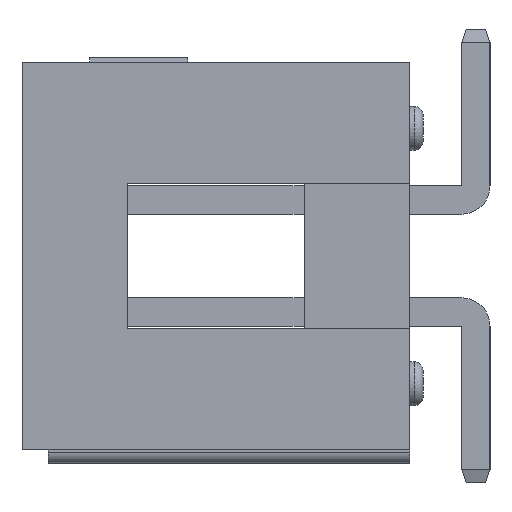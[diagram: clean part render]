
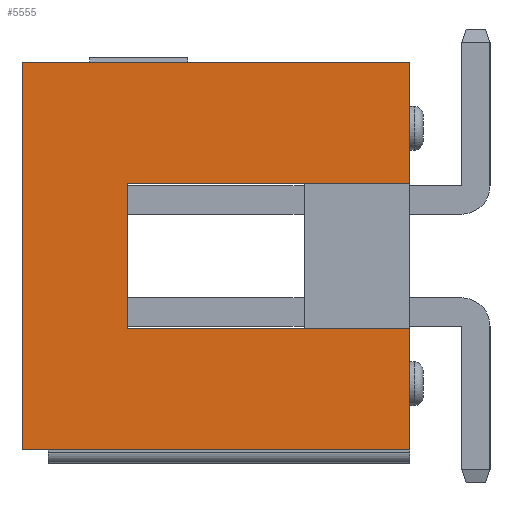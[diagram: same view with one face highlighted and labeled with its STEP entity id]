
A CAD part, left-side view. The second image highlights one B-rep face of the part: STEP entity #5555.
In plain terms, the highlighted planar face has unit normal (-1, 0, 0).
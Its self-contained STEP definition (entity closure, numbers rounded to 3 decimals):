
#351 = EDGE_CURVE ( 'NONE', #5140, #5150, #4337, .T. ) ;
#361 = EDGE_CURVE ( 'NONE', #5119, #6955, #4345, .T. ) ;
#380 = EDGE_CURVE ( 'NONE', #1552, #5195, #4377, .T. ) ;
#390 = EDGE_CURVE ( 'NONE', #6955, #1552, #4395, .T. ) ;
#558 = CARTESIAN_POINT ( 'NONE',  ( 37.069, 52.73, -6.05 ) ) ;
#574 = CARTESIAN_POINT ( 'NONE',  ( 37.069, 55.13, -8.8 ) ) ;
#598 = CARTESIAN_POINT ( 'NONE',  ( 37.069, 46.33, -8.8 ) ) ;
#1552 = VERTEX_POINT ( 'NONE', #558 ) ;
#1568 = VERTEX_POINT ( 'NONE', #574 ) ;
#1592 = VERTEX_POINT ( 'NONE', #598 ) ;
#2372 = LINE ( 'NONE', #3794, #2375 ) ;
#2375 = VECTOR ( 'NONE', #6824, 1000. ) ;
#2403 = LINE ( 'NONE', #6859, #2406 ) ;
#2406 = VECTOR ( 'NONE', #6860, 1000. ) ;
#2578 = LINE ( 'NONE', #6803, #2595 ) ;
#2595 = VECTOR ( 'NONE', #4910, 1000. ) ;
#2614 = LINE ( 'NONE', #4931, #2617 ) ;
#2617 = VECTOR ( 'NONE', #4932, 1000. ) ;
#2905 = FACE_OUTER_BOUND ( 'NONE', #4236, .T. ) ;
#3794 = CARTESIAN_POINT ( 'NONE',  ( 37.069, 46.33, -6.05 ) ) ;
#4236 = EDGE_LOOP ( 'NONE', ( #7696, #7680, #7672, #7676, #6409, #7694, #7666, #6136 ) ) ;
#4337 = LINE ( 'NONE', #8853, #4342 ) ;
#4342 = VECTOR ( 'NONE', #8920, 1000. ) ;
#4345 = LINE ( 'NONE', #8871, #4348 ) ;
#4348 = VECTOR ( 'NONE', #8822, 1000. ) ;
#4377 = LINE ( 'NONE', #8839, #4380 ) ;
#4380 = VECTOR ( 'NONE', #8924, 1000. ) ;
#4395 = LINE ( 'NONE', #8732, #4398 ) ;
#4398 = VECTOR ( 'NONE', #8730, 1000. ) ;
#4707 = EDGE_CURVE ( 'NONE', #5195, #1592, #2372, .T. ) ;
#4724 = EDGE_CURVE ( 'NONE', #5150, #5119, #2403, .T. ) ;
#4819 = EDGE_CURVE ( 'NONE', #1568, #5140, #2578, .T. ) ;
#4830 = EDGE_CURVE ( 'NONE', #1592, #1568, #2614, .T. ) ;
#4910 = DIRECTION ( 'NONE',  ( 0., 0., 1. ) ) ;
#4931 = CARTESIAN_POINT ( 'NONE',  ( 37.069, 55.13, -8.8 ) ) ;
#4932 = DIRECTION ( 'NONE',  ( 0., 1., 0. ) ) ;
#5119 = VERTEX_POINT ( 'NONE', #7429 ) ;
#5140 = VERTEX_POINT ( 'NONE', #7450 ) ;
#5150 = VERTEX_POINT ( 'NONE', #7460 ) ;
#5195 = VERTEX_POINT ( 'NONE', #7505 ) ;
#5329 = CARTESIAN_POINT ( 'NONE',  ( 37.069, 52.73, -2.75 ) ) ;
#5555 = ADVANCED_FACE ( 'NONE', ( #2905 ), #9133, .F. ) ;
#6136 = ORIENTED_EDGE ( 'NONE', *, *, #351, .F. ) ;
#6409 = ORIENTED_EDGE ( 'NONE', *, *, #390, .F. ) ;
#6803 = CARTESIAN_POINT ( 'NONE',  ( 37.069, 55.13, -8.8 ) ) ;
#6824 = DIRECTION ( 'NONE',  ( 0., 0., -1. ) ) ;
#6859 = CARTESIAN_POINT ( 'NONE',  ( 37.069, 46.33, -6.05 ) ) ;
#6860 = DIRECTION ( 'NONE',  ( 0., 0., -1. ) ) ;
#6955 = VERTEX_POINT ( 'NONE', #5329 ) ;
#7429 = CARTESIAN_POINT ( 'NONE',  ( 37.069, 46.33, -2.75 ) ) ;
#7450 = CARTESIAN_POINT ( 'NONE',  ( 37.069, 55.13, 0. ) ) ;
#7460 = CARTESIAN_POINT ( 'NONE',  ( 37.069, 46.33, 0. ) ) ;
#7505 = CARTESIAN_POINT ( 'NONE',  ( 37.069, 46.33, -6.05 ) ) ;
#7533 = AXIS2_PLACEMENT_3D ( 'NONE', #9136, #9143, #9145 ) ;
#7666 = ORIENTED_EDGE ( 'NONE', *, *, #4724, .F. ) ;
#7672 = ORIENTED_EDGE ( 'NONE', *, *, #4707, .F. ) ;
#7676 = ORIENTED_EDGE ( 'NONE', *, *, #380, .F. ) ;
#7680 = ORIENTED_EDGE ( 'NONE', *, *, #4830, .F. ) ;
#7694 = ORIENTED_EDGE ( 'NONE', *, *, #361, .F. ) ;
#7696 = ORIENTED_EDGE ( 'NONE', *, *, #4819, .F. ) ;
#8730 = DIRECTION ( 'NONE',  ( 0., 0., -1. ) ) ;
#8732 = CARTESIAN_POINT ( 'NONE',  ( 37.069, 52.73, 0. ) ) ;
#8822 = DIRECTION ( 'NONE',  ( 0., 1., 0. ) ) ;
#8839 = CARTESIAN_POINT ( 'NONE',  ( 37.069, 0., -6.05 ) ) ;
#8853 = CARTESIAN_POINT ( 'NONE',  ( 37.069, 55.13, 0. ) ) ;
#8871 = CARTESIAN_POINT ( 'NONE',  ( 37.069, 0., -2.75 ) ) ;
#8920 = DIRECTION ( 'NONE',  ( 0., -1., 0. ) ) ;
#8924 = DIRECTION ( 'NONE',  ( 0., -1., 0. ) ) ;
#9133 = PLANE ( 'NONE',  #7533 ) ;
#9136 = CARTESIAN_POINT ( 'NONE',  ( 37.069, 0., 0. ) ) ;
#9143 = DIRECTION ( 'NONE',  ( 1., 0., 0. ) ) ;
#9145 = DIRECTION ( 'NONE',  ( 0., 0., -1. ) ) ;
